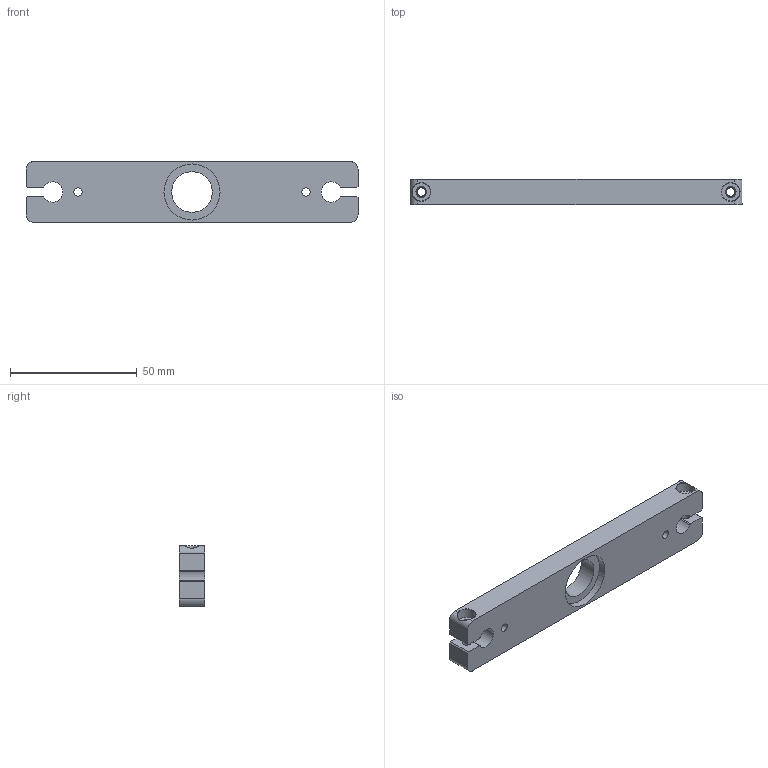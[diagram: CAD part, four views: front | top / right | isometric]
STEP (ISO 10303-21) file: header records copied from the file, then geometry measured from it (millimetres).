
FILE_DESCRIPTION(/* description */ (''),/* implementation_level */ '2;1');
FILE_NAME(/* name */ 'Z Motor Clamp.step',/* time_stamp */ '2024-08-24T15:18:41-07:00',/* author */ (''),/* organization */ (''),/* preprocessor_version */ 'ST-DEVELOPER v20',/* originating_system */ 'Autodesk Translation Framework v12.14.0.127',/* authorisation */ '');
FILE_SCHEMA (('AUTOMOTIVE_DESIGN { 1 0 10303 214 3 1 1 }'));
Length unit declared in the file: millimetre
Products named in the file (5): Dual Arm Scara Open Source Release; Z Axis Assembly; Bottom Motor Mount Z Bar Clamp Assembly v6; Plybot Z Motor Clamp v1; Z Motor Clamp
Assembly tree (4 placements, depth 5):
  Dual Arm Scara Open Source Release
    Z Axis Assembly
      Bottom Motor Mount Z Bar Clamp Assembly v6
        Plybot Z Motor Clamp v1
          Z Motor Clamp
Bounding box: 131 x 10 x 24 mm (x, y, z)
Volume: 26491.5 mm3; surface area: 10441.7 mm2
Topology: 1 solids, 1 shells, 47 faces, 140 edges, 92 vertices
Faces by surface type: cylinder 20, plane 19, bspline 6, cone 2
Full cylindrical faces by diameter (mm): 3.3 x4, 4.25 x2, 7.2 x2, 16 x1, 22.1 x1
Entity records: 2182 total; most frequent: CARTESIAN_POINT 714, ORIENTED_EDGE 280, DIRECTION 280, EDGE_CURVE 140, AXIS2_PLACEMENT_3D 102, VERTEX_POINT 92, LINE 76, VECTOR 76
